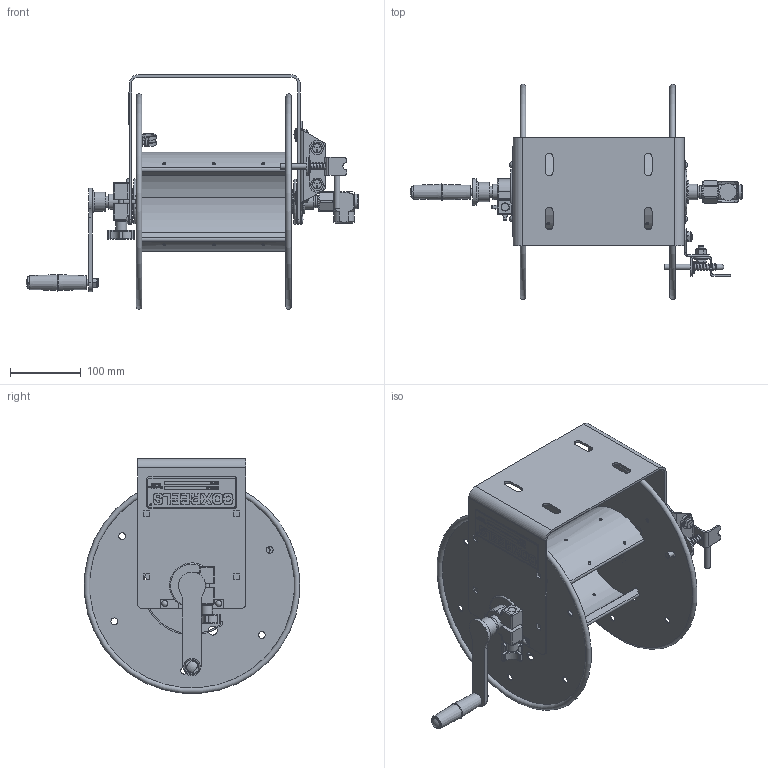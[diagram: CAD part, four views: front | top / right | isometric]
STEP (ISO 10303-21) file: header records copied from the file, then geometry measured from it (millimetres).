
FILE_DESCRIPTION(/* description */ (''),/* implementation_level */ '2;1');
FILE_NAME(/* name */ '112-3-100_SHARED.stp',/* time_stamp */ '2020-04-02T10:53:03-07:00',/* author */ ('NMelton'),/* organization */ (''),/* preprocessor_version */ 'ST-DEVELOPER v17',/* originating_system */ 'Autodesk Inventor 2019',/* authorisation */ '');
FILE_SCHEMA (('AUTOMOTIVE_DESIGN { 1 0 10303 214 3 1 1 }'));
Products named in the file (1): 112-3-100_SHARED
Bounding box: 468.45 x 303.76 x 330.82 mm (x, y, z)
Surface area: 762200.7 mm2 (no closed solid volume)
Topology: 0 solids, 95 shells, 1538 faces, 6747 edges, 5072 vertices
Faces by surface type: plane 751, bspline 316, cylinder 286, cone 86, torus 63, sphere 36
Full cylindrical faces by diameter (mm): 1.321 x2, 2.54 x1, 3.048 x1, 4.826 x1, 5.182 x1, 5.563 x1, 6.35 x1, 6.477 x1, 6.604 x1, 7.798 x1, 7.925 x3, 7.938 x2, 8.382 x1, 8.738 x1, 8.839 x4, 9.271 x1, 9.525 x12, 11.43 x2, 12.192 x5, 12.7 x7, 13.716 x11, 14.224 x1, 14.478 x13, 15.799 x1, 15.875 x2, 16.764 x1, 17.145 x1, 17.615 x4, 19.304 x1, 20.574 x2
Entity records: 80658 total; most frequent: CARTESIAN_POINT 29431, ORIENTED_EDGE 9844, DIRECTION 8243, EDGE_CURVE 6710, VERTEX_POINT 5072, LINE 3905, VECTOR 3905, AXIS2_PLACEMENT_3D 2169
